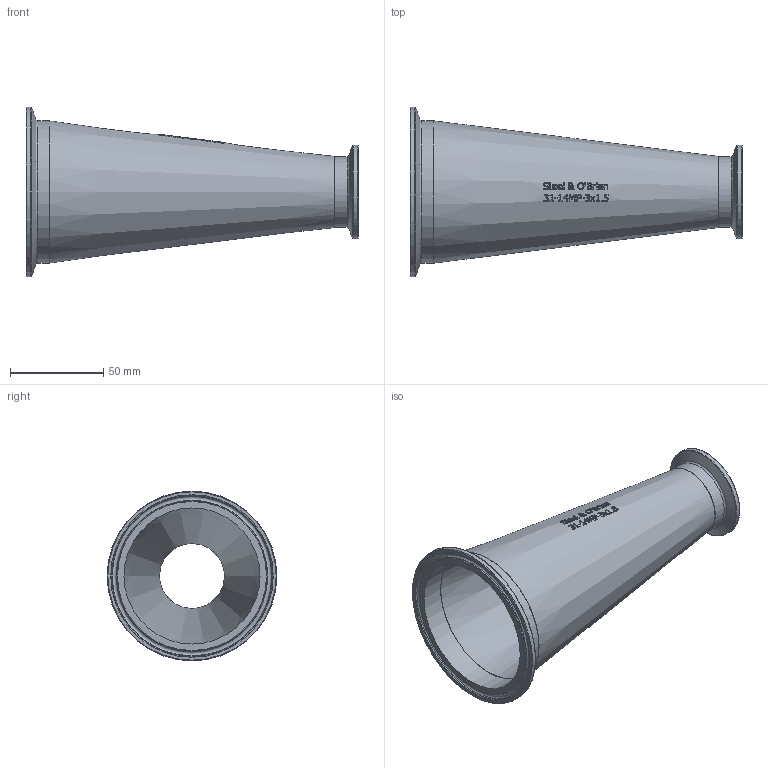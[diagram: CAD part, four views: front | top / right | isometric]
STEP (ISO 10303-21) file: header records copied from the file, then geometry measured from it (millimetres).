
FILE_DESCRIPTION(/* description */ (''),/* implementation_level */ '2;1');
FILE_NAME(/* name */ '31-14MP-3x1.5.stp',/* time_stamp */ '2021-06-28T13:32:18-04:00',/* author */ ('rick'),/* organization */ (''),/* preprocessor_version */ 'ST-DEVELOPER v18',/* originating_system */ 'Autodesk Inventor 2020',/* authorisation */ '');
FILE_SCHEMA (('AUTOMOTIVE_DESIGN { 1 0 10303 214 3 1 1 }'));
Length unit declared in the file: inch
Products named in the file (1): 31-14MP-3x1.5
Bounding box: 177.8 x 90.91 x 90.91 mm (x, y, z)
Volume: 61179.5 mm3; surface area: 68715.8 mm2
Topology: 1 solids, 1 shells, 448 faces, 1247 edges, 844 vertices
Faces by surface type: plane 200, bspline 181, cone 45, torus 16, cylinder 6
Full cylindrical faces by diameter (mm): 34.798 x1, 38.1 x1, 50.394 x1, 72.898 x1, 76.2 x1, 90.907 x1
Entity records: 18094 total; most frequent: CARTESIAN_POINT 7384, ORIENTED_EDGE 2494, DIRECTION 1731, EDGE_CURVE 1247, VERTEX_POINT 844, AXIS2_PLACEMENT_3D 584, LINE 563, VECTOR 563
